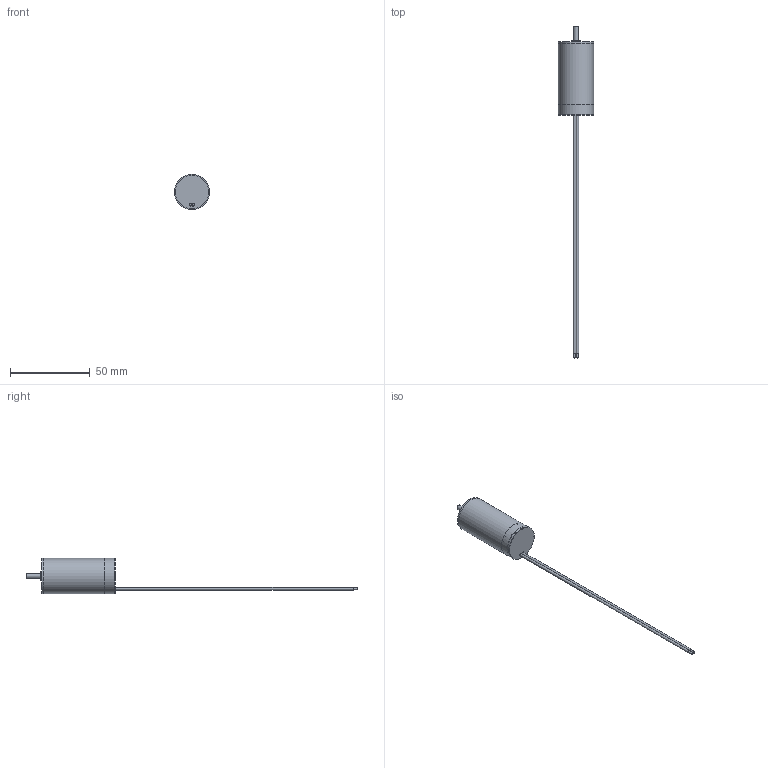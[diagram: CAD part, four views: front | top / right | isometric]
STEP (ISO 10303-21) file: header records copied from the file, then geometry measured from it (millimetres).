
FILE_DESCRIPTION (( 'STEP AP203' ), '1' );
FILE_NAME ('ECD2246 3D芞.STEP', '2025-12-03T09:46:12', ( 'Windows 蚚誧' ), ( 'Organization' ), 'SwSTEP 2.0', 'SolidWorks 2020', '' );
FILE_SCHEMA (( 'CONFIG_CONTROL_DESIGN' ));
Length unit declared in the file: millimetre
Products named in the file (10): 01.07.0057 儂褲; 01.02.0134 綴傷裔; 01.14.0107 傷赽盄; 01.02.0135 帣傷裔; ECD2246 3Dͼ; 01.10.0005 粣; 05.01.0036 驱动板 ; 01.06.0002 粣創; 01.01.0004 ヶ傷裔; 01.05.0004 O型圈
Assembly tree (10 placements, depth 2):
  ECD2246 3Dͼ
    01.07.0057 儂褲
    01.01.0004 ヶ傷裔
    01.06.0002 粣創  x2
    01.10.0005 粣
    01.02.0135 帣傷裔
    01.14.0107 傷赽盄
    05.01.0036 驱动板 
    01.02.0134 綴傷裔
    01.05.0004 O型圈
Bounding box: 22 x 208 x 22 mm (x, y, z)
Volume: 7389.1 mm3; surface area: 13301.8 mm2
Topology: 11 solids, 11 shells, 296 faces, 766 edges, 519 vertices
Faces by surface type: plane 108, cylinder 72, sphere 64, torus 43, cone 9
Full cylindrical faces by diameter (mm): 0.85 x8, 1.2 x4, 1.6 x6, 3 x3, 4.5 x4, 4.6 x1, 5.038 x2, 5.5 x1, 5.962 x2, 6.2 x1, 6.5 x4, 8 x5, 10 x1, 15 x1, 17.5 x2, 18.5 x1, 19.5 x1, 20 x1, 20.1 x1, 20.3 x1, 21 x4, 21.3 x2, 22 x4
Entity records: 8183 total; most frequent: CARTESIAN_POINT 2252, DIRECTION 1011, ORIENTED_EDGE 882, AXIS2_PLACEMENT_3D 460, EDGE_CURVE 441, EDGE_LOOP 374, VERTEX_POINT 335, FACE_OUTER_BOUND 273
